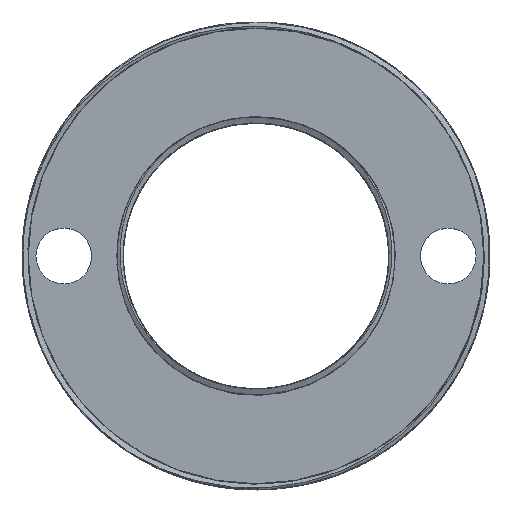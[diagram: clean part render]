
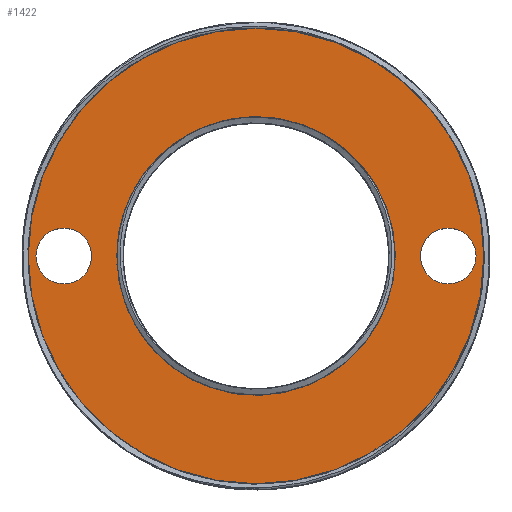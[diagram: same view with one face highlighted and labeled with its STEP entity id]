
A CAD part, top view. The second image highlights one B-rep face of the part: STEP entity #1422.
In plain terms, the highlighted planar face has unit normal (0, 0, 1).
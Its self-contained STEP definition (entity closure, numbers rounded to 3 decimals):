
#240=FACE_BOUND('',#304,.T.);
#241=FACE_BOUND('',#305,.T.);
#242=FACE_BOUND('',#306,.T.);
#247=PLANE('',#1492);
#257=FACE_OUTER_BOUND('',#303,.T.);
#303=EDGE_LOOP('',(#901));
#304=EDGE_LOOP('',(#902));
#305=EDGE_LOOP('',(#903));
#306=EDGE_LOOP('',(#904));
#403=CIRCLE('',#1482,20.444);
#404=CIRCLE('',#1484,2.5);
#406=CIRCLE('',#1487,2.5);
#409=CIRCLE('',#1491,12.5);
#423=VERTEX_POINT('',#1670);
#424=VERTEX_POINT('',#1674);
#426=VERTEX_POINT('',#1680);
#429=VERTEX_POINT('',#1688);
#634=EDGE_CURVE('',#423,#423,#403,.T.);
#635=EDGE_CURVE('',#424,#424,#404,.T.);
#638=EDGE_CURVE('',#426,#426,#406,.T.);
#643=EDGE_CURVE('',#429,#429,#409,.T.);
#901=ORIENTED_EDGE('',*,*,#634,.T.);
#902=ORIENTED_EDGE('',*,*,#635,.T.);
#903=ORIENTED_EDGE('',*,*,#638,.T.);
#904=ORIENTED_EDGE('',*,*,#643,.T.);
#1422=ADVANCED_FACE('',(#257,#240,#241,#242),#247,.T.);
#1482=AXIS2_PLACEMENT_3D('',#1672,#1540,#1541);
#1484=AXIS2_PLACEMENT_3D('',#1675,#1544,#1545);
#1487=AXIS2_PLACEMENT_3D('',#1681,#1551,#1552);
#1491=AXIS2_PLACEMENT_3D('',#1690,#1561,#1562);
#1492=AXIS2_PLACEMENT_3D('',#1691,#1563,#1564);
#1540=DIRECTION('center_axis',(0.,0.,1.));
#1541=DIRECTION('ref_axis',(0.,-1.,0.));
#1544=DIRECTION('center_axis',(0.,0.,-1.));
#1545=DIRECTION('ref_axis',(1.,0.,0.));
#1551=DIRECTION('center_axis',(0.,0.,-1.));
#1552=DIRECTION('ref_axis',(1.,0.,0.));
#1561=DIRECTION('center_axis',(0.,0.,-1.));
#1562=DIRECTION('ref_axis',(1.,0.,0.));
#1563=DIRECTION('center_axis',(0.,0.,1.));
#1564=DIRECTION('ref_axis',(0.,-1.,0.));
#1670=CARTESIAN_POINT('',(0.,20.396,6.952));
#1672=CARTESIAN_POINT('Origin',(0.,-0.048,6.952));
#1674=CARTESIAN_POINT('',(14.75,-0.048,6.952));
#1675=CARTESIAN_POINT('Origin',(17.25,-0.048,6.952));
#1680=CARTESIAN_POINT('',(-19.75,-0.048,6.952));
#1681=CARTESIAN_POINT('Origin',(-17.25,-0.048,6.952));
#1688=CARTESIAN_POINT('',(-12.5,-0.048,6.952));
#1690=CARTESIAN_POINT('Origin',(0.,-0.048,6.952));
#1691=CARTESIAN_POINT('Origin',(0.,-0.048,6.952));
